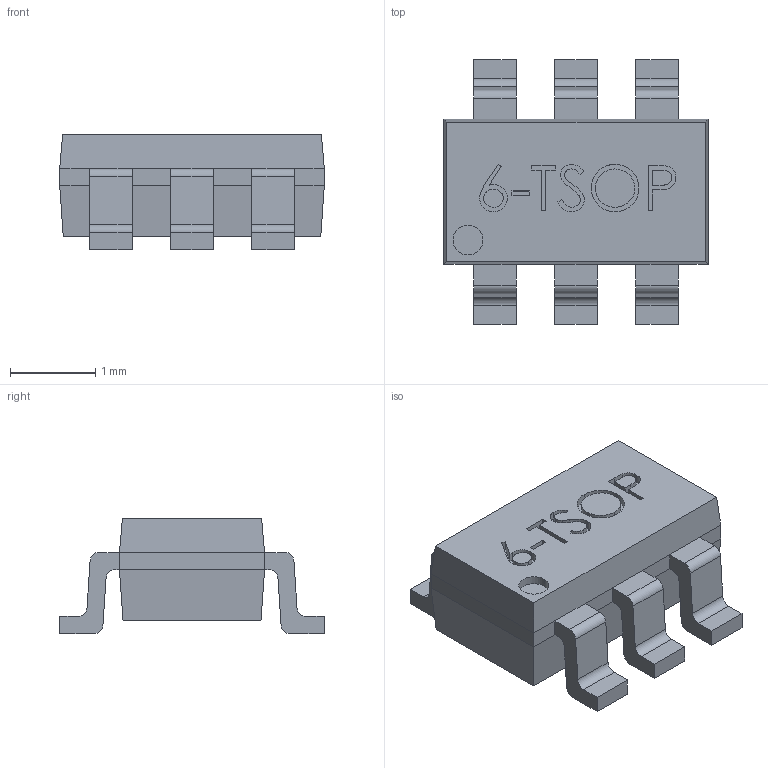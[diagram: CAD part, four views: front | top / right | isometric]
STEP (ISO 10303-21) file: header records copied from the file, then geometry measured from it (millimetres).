
FILE_DESCRIPTION (( 'STEP AP214' ), '1' );
FILE_NAME ('6-TSOP.STEP', '2020-06-26T12:57:18', ( '' ), ( '' ), 'SwSTEP 2.0', 'SolidWorks 2016', '' );
FILE_SCHEMA (( 'AUTOMOTIVE_DESIGN' ));
Length unit declared in the file: millimetre
Products named in the file (1): 6-TSOP
Bounding box: 3.1 x 3.1 x 1.35 mm (x, y, z)
Volume: 6.9 mm3; surface area: 33.9 mm2
Topology: 1 solids, 1 shells, 173 faces, 451 edges, 290 vertices
Faces by surface type: plane 109, bspline 38, cylinder 26
Entity records: 9254 total; most frequent: CARTESIAN_POINT 3297, ORIENTED_EDGE 902, DIRECTION 699, EDGE_CURVE 451, VECTOR 323, LINE 323, VERTEX_POINT 290, AXIS2_PLACEMENT_3D 188
